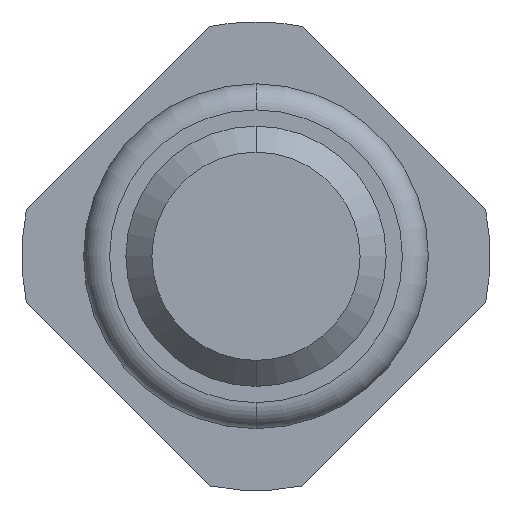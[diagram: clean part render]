
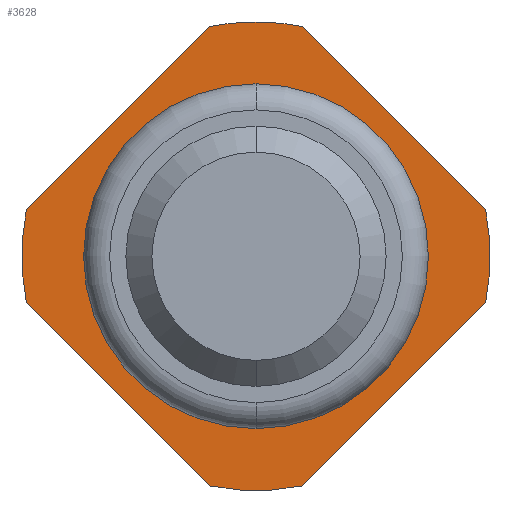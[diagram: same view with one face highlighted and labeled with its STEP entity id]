
A CAD part, front view. The second image highlights one B-rep face of the part: STEP entity #3628.
In plain terms, the highlighted planar face has unit normal (0, -1, 0).
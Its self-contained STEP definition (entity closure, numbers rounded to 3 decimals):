
#4 = DIRECTION ( 'NONE',  ( 0., 1., 0. ) ) ;
#119 = LINE ( 'NONE', #4055, #535 ) ;
#153 = AXIS2_PLACEMENT_3D ( 'NONE', #2009, #3001, #752 ) ;
#185 = CARTESIAN_POINT ( 'NONE',  ( 0., -2., -1.325 ) ) ;
#193 = DIRECTION ( 'NONE',  ( 0.707, 0., -0.707 ) ) ;
#220 = EDGE_LOOP ( 'NONE', ( #1160, #2484, #2090, #2282, #3180, #1060, #3649, #3091, #1134 ) ) ;
#263 = CARTESIAN_POINT ( 'NONE',  ( 0., -2., 0. ) ) ;
#321 = CARTESIAN_POINT ( 'NONE',  ( -0.357, -2., -1.764 ) ) ;
#464 = CARTESIAN_POINT ( 'NONE',  ( 0., -2., 0. ) ) ;
#487 = AXIS2_PLACEMENT_3D ( 'NONE', #464, #3753, #2382 ) ;
#488 = CARTESIAN_POINT ( 'NONE',  ( 0., -2., 1.8 ) ) ;
#535 = VECTOR ( 'NONE', #1468, 1000. ) ;
#545 = EDGE_CURVE ( 'Defeature ausgef�hrt2_18+Defeature ausgef�hrt2_0+Defeature ausgef�hrt2_2+Defeature ausgef�hrt2_1', #1498, #1988, #1640, .T. ) ;
#694 = DIRECTION ( 'NONE',  ( 0., 0., 1. ) ) ;
#716 = DIRECTION ( 'NONE',  ( 0., 1., 0. ) ) ;
#746 = EDGE_CURVE ( 'Defeature ausgef�hrt2_3+Defeature ausgef�hrt2_0+Defeature ausgef�hrt2_16+Defeature ausgef�hrt2_17', #4187, #3899, #1081, .T. ) ;
#752 = DIRECTION ( 'NONE',  ( 0., 0., 1. ) ) ;
#771 = VERTEX_POINT ( 'NONE', #1732 ) ;
#794 = AXIS2_PLACEMENT_3D ( 'NONE', #1488, #3463, #3479 ) ;
#801 = VERTEX_POINT ( 'NONE', #3386 ) ;
#813 = AXIS2_PLACEMENT_3D ( 'NONE', #4041, #716, #1399 ) ;
#923 = DIRECTION ( 'NONE',  ( 0.707, 0., 0.707 ) ) ;
#956 = VECTOR ( 'NONE', #972, 1000. ) ;
#972 = DIRECTION ( 'NONE',  ( -0.707, 0., -0.707 ) ) ;
#1060 = ORIENTED_EDGE ( 'NONE', *, *, #3919, .F. ) ;
#1081 = CIRCLE ( 'NONE', #813, 1.8 ) ;
#1134 = ORIENTED_EDGE ( 'NONE', *, *, #3273, .F. ) ;
#1160 = ORIENTED_EDGE ( 'NONE', *, *, #545, .F. ) ;
#1212 = ORIENTED_EDGE ( 'NONE', *, *, #3403, .T. ) ;
#1249 = CARTESIAN_POINT ( 'NONE',  ( -1.764, -2., -0.357 ) ) ;
#1290 = EDGE_CURVE ( 'Defeature ausgef�hrt2_0+Defeature ausgef�hrt2_12+Defeature ausgef�hrt2_12+Defeature ausgef�hrt2_12', #801, #3090, #1644, .T. ) ;
#1323 = FACE_OUTER_BOUND ( 'NONE', #220, .T. ) ;
#1373 = FACE_BOUND ( 'NONE', #2256, .T. ) ;
#1399 = DIRECTION ( 'NONE',  ( 0., 0., 1. ) ) ;
#1418 = PLANE ( 'NONE',  #153 ) ;
#1468 = DIRECTION ( 'NONE',  ( -0.707, 0., 0.707 ) ) ;
#1488 = CARTESIAN_POINT ( 'NONE',  ( 0., -2., 0. ) ) ;
#1498 = VERTEX_POINT ( 'NONE', #2121 ) ;
#1572 = CARTESIAN_POINT ( 'NONE',  ( -0.161, -2., 1.961 ) ) ;
#1609 = CARTESIAN_POINT ( 'NONE',  ( 0., -2., 0. ) ) ;
#1640 = LINE ( 'NONE', #1847, #2664 ) ;
#1644 = CIRCLE ( 'NONE', #1707, 1.325 ) ;
#1707 = AXIS2_PLACEMENT_3D ( 'NONE', #4015, #4, #3620 ) ;
#1732 = CARTESIAN_POINT ( 'NONE',  ( 1.764, -2., -0.357 ) ) ;
#1745 = AXIS2_PLACEMENT_3D ( 'NONE', #1609, #3928, #4263 ) ;
#1842 = AXIS2_PLACEMENT_3D ( 'NONE', #2979, #3923, #694 ) ;
#1847 = CARTESIAN_POINT ( 'NONE',  ( 1.961, -2., 0.161 ) ) ;
#1871 = DIRECTION ( 'NONE',  ( 0., 0., 1. ) ) ;
#1978 = EDGE_CURVE ( 'Defeature ausgef�hrt2_4+Defeature ausgef�hrt2_0+Defeature ausgef�hrt2_15+Defeature ausgef�hrt2_16', #4062, #1983, #3127, .T. ) ;
#1983 = VERTEX_POINT ( 'NONE', #321 ) ;
#1988 = VERTEX_POINT ( 'NONE', #2660 ) ;
#1993 = ORIENTED_EDGE ( 'NONE', *, *, #1290, .T. ) ;
#2009 = CARTESIAN_POINT ( 'NONE',  ( 1.8, -2., 0. ) ) ;
#2086 = VECTOR ( 'NONE', #923, 1000. ) ;
#2090 = ORIENTED_EDGE ( 'NONE', *, *, #2923, .F. ) ;
#2121 = CARTESIAN_POINT ( 'NONE',  ( 0.357, -2., 1.764 ) ) ;
#2184 = CARTESIAN_POINT ( 'NONE',  ( -0.357, -2., 1.764 ) ) ;
#2256 = EDGE_LOOP ( 'NONE', ( #1993, #1212 ) ) ;
#2278 = VERTEX_POINT ( 'NONE', #488 ) ;
#2281 = CIRCLE ( 'NONE', #794, 1.325 ) ;
#2282 = ORIENTED_EDGE ( 'NONE', *, *, #3555, .F. ) ;
#2331 = LINE ( 'NONE', #1572, #2086 ) ;
#2338 = CIRCLE ( 'NONE', #3209, 1.8 ) ;
#2382 = DIRECTION ( 'NONE',  ( 0., 0., 1. ) ) ;
#2423 = EDGE_CURVE ( 'Defeature ausgef�hrt2_2+Defeature ausgef�hrt2_0+Defeature ausgef�hrt2_17+Defeature ausgef�hrt2_18', #2278, #1498, #2338, .T. ) ;
#2484 = ORIENTED_EDGE ( 'NONE', *, *, #2423, .F. ) ;
#2608 = EDGE_CURVE ( 'Defeature ausgef�hrt2_15+Defeature ausgef�hrt2_0+Defeature ausgef�hrt2_1+Defeature ausgef�hrt2_4', #771, #4062, #2709, .T. ) ;
#2660 = CARTESIAN_POINT ( 'NONE',  ( 1.764, -2., 0.357 ) ) ;
#2664 = VECTOR ( 'NONE', #193, 1000. ) ;
#2686 = CARTESIAN_POINT ( 'NONE',  ( -1.764, -2., 0.357 ) ) ;
#2709 = LINE ( 'NONE', #2941, #956 ) ;
#2911 = CIRCLE ( 'NONE', #1745, 1.8 ) ;
#2923 = EDGE_CURVE ( 'Defeature ausgef�hrt2_2+Defeature ausgef�hrt2_0+Defeature ausgef�hrt2_17+Defeature ausgef�hrt2_18', #4090, #2278, #2911, .T. ) ;
#2941 = CARTESIAN_POINT ( 'NONE',  ( 1.961, -2., -0.161 ) ) ;
#2979 = CARTESIAN_POINT ( 'NONE',  ( 0., -2., 0. ) ) ;
#3001 = DIRECTION ( 'NONE',  ( 0., 1., 0. ) ) ;
#3090 = VERTEX_POINT ( 'NONE', #185 ) ;
#3091 = ORIENTED_EDGE ( 'NONE', *, *, #2608, .F. ) ;
#3127 = CIRCLE ( 'NONE', #1842, 1.8 ) ;
#3168 = CARTESIAN_POINT ( 'NONE',  ( 0.357, -2., -1.764 ) ) ;
#3180 = ORIENTED_EDGE ( 'NONE', *, *, #746, .F. ) ;
#3209 = AXIS2_PLACEMENT_3D ( 'NONE', #263, #3839, #1871 ) ;
#3273 = EDGE_CURVE ( 'Defeature ausgef�hrt2_1+Defeature ausgef�hrt2_0+Defeature ausgef�hrt2_18+Defeature ausgef�hrt2_15', #1988, #771, #3783, .T. ) ;
#3386 = CARTESIAN_POINT ( 'NONE',  ( 0., -2., 1.325 ) ) ;
#3403 = EDGE_CURVE ( 'Defeature ausgef�hrt2_0+Defeature ausgef�hrt2_12+Defeature ausgef�hrt2_12+Defeature ausgef�hrt2_12', #3090, #801, #2281, .T. ) ;
#3463 = DIRECTION ( 'NONE',  ( 0., 1., 0. ) ) ;
#3479 = DIRECTION ( 'NONE',  ( 0., 0., 1. ) ) ;
#3555 = EDGE_CURVE ( 'Defeature ausgef�hrt2_17+Defeature ausgef�hrt2_0+Defeature ausgef�hrt2_3+Defeature ausgef�hrt2_2', #3899, #4090, #2331, .T. ) ;
#3620 = DIRECTION ( 'NONE',  ( 0., 0., 1. ) ) ;
#3628 = ADVANCED_FACE ( 'Defeature ausgef�hrt2_0', ( #1373, #1323 ), #1418, .F. ) ;
#3649 = ORIENTED_EDGE ( 'NONE', *, *, #1978, .F. ) ;
#3753 = DIRECTION ( 'NONE',  ( 0., 1., 0. ) ) ;
#3783 = CIRCLE ( 'NONE', #487, 1.8 ) ;
#3839 = DIRECTION ( 'NONE',  ( 0., 1., 0. ) ) ;
#3899 = VERTEX_POINT ( 'NONE', #2686 ) ;
#3919 = EDGE_CURVE ( 'Defeature ausgef�hrt2_16+Defeature ausgef�hrt2_0+Defeature ausgef�hrt2_4+Defeature ausgef�hrt2_3', #1983, #4187, #119, .T. ) ;
#3923 = DIRECTION ( 'NONE',  ( 0., 1., 0. ) ) ;
#3928 = DIRECTION ( 'NONE',  ( 0., 1., 0. ) ) ;
#4015 = CARTESIAN_POINT ( 'NONE',  ( 0., -2., 0. ) ) ;
#4041 = CARTESIAN_POINT ( 'NONE',  ( 0., -2., 0. ) ) ;
#4055 = CARTESIAN_POINT ( 'NONE',  ( -0.161, -2., -1.961 ) ) ;
#4062 = VERTEX_POINT ( 'NONE', #3168 ) ;
#4090 = VERTEX_POINT ( 'NONE', #2184 ) ;
#4187 = VERTEX_POINT ( 'NONE', #1249 ) ;
#4263 = DIRECTION ( 'NONE',  ( 0., 0., 1. ) ) ;
